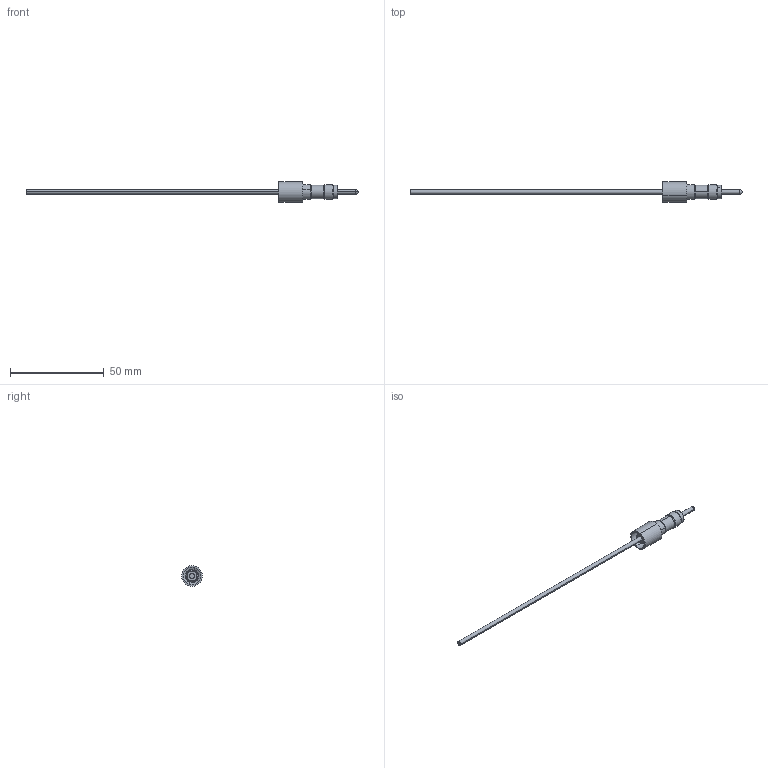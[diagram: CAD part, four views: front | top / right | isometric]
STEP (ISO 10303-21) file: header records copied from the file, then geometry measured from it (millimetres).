
FILE_DESCRIPTION (( 'STEP AP203' ), '1' );
FILE_NAME ('A2118-3-W.STEP', '2013-06-17T11:35:40', ( '' ), ( '' ), 'SwSTEP 2.0', 'SolidWorks 2012', '' );
FILE_SCHEMA (( 'CONFIG_CONTROL_DESIGN' ));
Length unit declared in the file: inch
Products named in the file (1): A2118-3-W
Bounding box: 177.29 x 11.05 x 11.05 mm (x, y, z)
Volume: 2154 mm3; surface area: 3300.1 mm2
Topology: 1 solids, 1 shells, 68 faces, 138 edges, 82 vertices
Faces by surface type: cylinder 34, cone 14, plane 12, torus 8
Entity records: 1871 total; most frequent: DIRECTION 366, CARTESIAN_POINT 289, ORIENTED_EDGE 276, AXIS2_PLACEMENT_3D 159, EDGE_CURVE 138, CIRCLE 90, VERTEX_POINT 82, EDGE_LOOP 78
